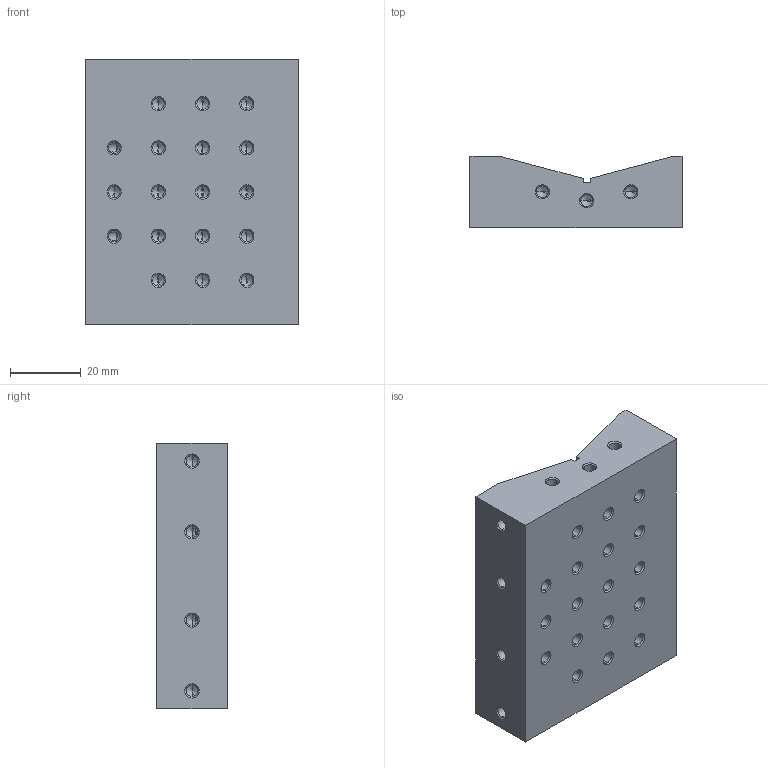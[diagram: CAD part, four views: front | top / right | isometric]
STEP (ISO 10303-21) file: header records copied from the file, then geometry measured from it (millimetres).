
FILE_DESCRIPTION (( 'STEP AP214' ), '1' );
FILE_NAME ('OM-002-020-110_00.STEP', '2024-10-01T13:05:24', ( '' ), ( '' ), 'SwSTEP 2.0', 'SolidWorks 2022', '' );
FILE_SCHEMA (( 'AUTOMOTIVE_DESIGN' ));
Length unit declared in the file: millimetre
Products named in the file (1): OM-002-020-110_00
Bounding box: 60 x 20 x 75 mm (x, y, z)
Volume: 75231.7 mm3; surface area: 17552.9 mm2
Topology: 1 solids, 1 shells, 230 faces, 546 edges, 282 vertices
Faces by surface type: cone 146, cylinder 72, plane 12
Entity records: 6910 total; most frequent: DIRECTION 1148, CARTESIAN_POINT 1051, ORIENTED_EDGE 956, EDGE_CURVE 478, AXIS2_PLACEMENT_3D 451, VERTEX_POINT 282, EDGE_LOOP 266, VECTOR 246
